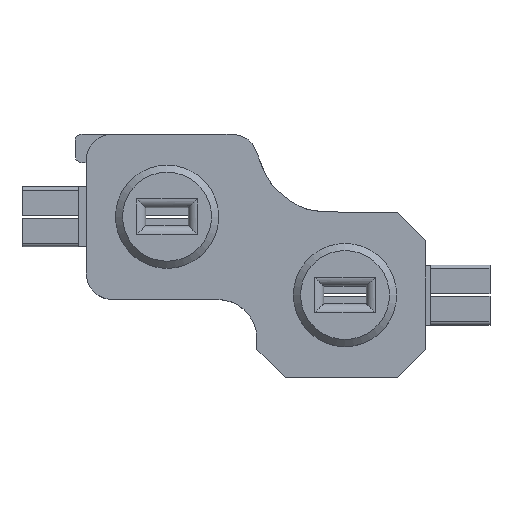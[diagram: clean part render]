
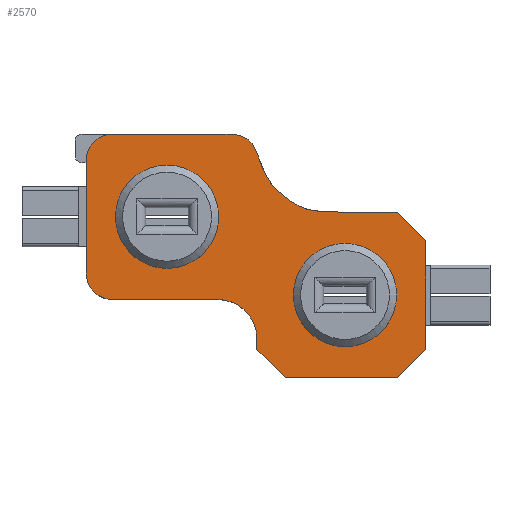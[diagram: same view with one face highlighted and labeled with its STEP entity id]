
A CAD part, top view. The second image highlights one B-rep face of the part: STEP entity #2570.
In plain terms, the highlighted planar face has unit normal (0, 0, 1).
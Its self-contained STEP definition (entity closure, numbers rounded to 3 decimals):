
#20=(
BOUNDED_CURVE()
B_SPLINE_CURVE(5,(#3868,#3869,#3870,#3871,#3872,#3873,#3874,#3875,#3876,
#3877,#3878,#3879,#3880,#3881,#3882,#3883,#3884,#3885,#3886,#3887),
 .UNSPECIFIED.,.F.,.F.)
B_SPLINE_CURVE_WITH_KNOTS((6,1,1,1,1,1,1,1,1,1,1,1,1,1,1,6),(-1.,-0.933,
-0.867,-0.8,-0.733,-0.667,-0.6,-0.533,
-0.467,-0.4,-0.333,-0.267,-0.2,-0.133,
-0.067,0.),.UNSPECIFIED.)
CURVE()
GEOMETRIC_REPRESENTATION_ITEM()
RATIONAL_B_SPLINE_CURVE((1.,1.,1.,1.,1.,1.,1.,1.,1.,1.,1.,1.,1.,1.,1.,1.,
1.,1.,1.,1.))
REPRESENTATION_ITEM('')
);
#28=FACE_BOUND('',#318,.T.);
#29=FACE_BOUND('',#319,.T.);
#50=CIRCLE('',#2727,1.45);
#52=CIRCLE('',#2731,1.45);
#54=CIRCLE('',#2741,1.1);
#56=CIRCLE('',#2745,0.75);
#57=CIRCLE('',#2747,0.75);
#174=FACE_OUTER_BOUND('',#317,.T.);
#317=EDGE_LOOP('',(#1907,#1908,#1909,#1910,#1911,#1912,#1913,#1914,#1915,
#1916,#1917,#1918,#1919,#1920));
#318=EDGE_LOOP('',(#1921));
#319=EDGE_LOOP('',(#1922));
#464=LINE('',#3721,#781);
#472=LINE('',#3736,#789);
#502=LINE('',#3804,#819);
#506=LINE('',#3893,#823);
#509=LINE('',#3897,#826);
#511=LINE('',#3902,#828);
#514=LINE('',#3908,#831);
#517=LINE('',#3914,#834);
#520=LINE('',#3920,#837);
#524=LINE('',#3932,#841);
#781=VECTOR('',#3005,10.);
#789=VECTOR('',#3015,10.);
#819=VECTOR('',#3083,10.);
#823=VECTOR('',#3089,10.);
#826=VECTOR('',#3094,10.);
#828=VECTOR('',#3098,10.);
#831=VECTOR('',#3103,10.);
#834=VECTOR('',#3108,10.);
#837=VECTOR('',#3113,10.);
#841=VECTOR('',#3125,10.);
#1092=VERTEX_POINT('',#3718);
#1093=VERTEX_POINT('',#3720);
#1098=VERTEX_POINT('',#3733);
#1099=VERTEX_POINT('',#3735);
#1113=VERTEX_POINT('',#3787);
#1115=VERTEX_POINT('',#3795);
#1117=VERTEX_POINT('',#3801);
#1118=VERTEX_POINT('',#3803);
#1120=VERTEX_POINT('',#3867);
#1122=VERTEX_POINT('',#3892);
#1124=VERTEX_POINT('',#3901);
#1126=VERTEX_POINT('',#3907);
#1128=VERTEX_POINT('',#3913);
#1130=VERTEX_POINT('',#3919);
#1132=VERTEX_POINT('',#3925);
#1134=VERTEX_POINT('',#3931);
#1357=EDGE_CURVE('',#1093,#1092,#464,.T.);
#1365=EDGE_CURVE('',#1099,#1098,#472,.T.);
#1392=EDGE_CURVE('',#1113,#1113,#50,.T.);
#1396=EDGE_CURVE('',#1115,#1115,#52,.T.);
#1399=EDGE_CURVE('',#1118,#1117,#502,.T.);
#1402=EDGE_CURVE('',#1120,#1118,#20,.T.);
#1405=EDGE_CURVE('',#1122,#1120,#506,.T.);
#1408=EDGE_CURVE('',#1092,#1122,#509,.T.);
#1410=EDGE_CURVE('',#1124,#1093,#511,.T.);
#1413=EDGE_CURVE('',#1126,#1124,#514,.T.);
#1416=EDGE_CURVE('',#1128,#1126,#517,.T.);
#1419=EDGE_CURVE('',#1130,#1128,#520,.T.);
#1422=EDGE_CURVE('',#1132,#1130,#54,.T.);
#1425=EDGE_CURVE('',#1134,#1132,#524,.T.);
#1428=EDGE_CURVE('',#1098,#1134,#56,.T.);
#1429=EDGE_CURVE('',#1117,#1099,#57,.T.);
#1907=ORIENTED_EDGE('',*,*,#1429,.T.);
#1908=ORIENTED_EDGE('',*,*,#1365,.T.);
#1909=ORIENTED_EDGE('',*,*,#1428,.T.);
#1910=ORIENTED_EDGE('',*,*,#1425,.T.);
#1911=ORIENTED_EDGE('',*,*,#1422,.T.);
#1912=ORIENTED_EDGE('',*,*,#1419,.T.);
#1913=ORIENTED_EDGE('',*,*,#1416,.T.);
#1914=ORIENTED_EDGE('',*,*,#1413,.T.);
#1915=ORIENTED_EDGE('',*,*,#1410,.T.);
#1916=ORIENTED_EDGE('',*,*,#1357,.T.);
#1917=ORIENTED_EDGE('',*,*,#1408,.T.);
#1918=ORIENTED_EDGE('',*,*,#1405,.T.);
#1919=ORIENTED_EDGE('',*,*,#1402,.T.);
#1920=ORIENTED_EDGE('',*,*,#1399,.T.);
#1921=ORIENTED_EDGE('',*,*,#1392,.T.);
#1922=ORIENTED_EDGE('',*,*,#1396,.T.);
#2447=PLANE('',#2748);
#2570=ADVANCED_FACE('',(#174,#28,#29),#2447,.T.);
#2727=AXIS2_PLACEMENT_3D('',#3789,#3067,#3068);
#2731=AXIS2_PLACEMENT_3D('',#3797,#3077,#3078);
#2741=AXIS2_PLACEMENT_3D('',#3926,#3119,#3120);
#2745=AXIS2_PLACEMENT_3D('',#3936,#3131,#3132);
#2747=AXIS2_PLACEMENT_3D('',#3938,#3135,#3136);
#2748=AXIS2_PLACEMENT_3D('',#3939,#3137,#3138);
#3005=DIRECTION('',(0.,1.,0.));
#3015=DIRECTION('',(0.,-1.,0.));
#3067=DIRECTION('center_axis',(0.,0.,-1.));
#3068=DIRECTION('ref_axis',(1.,0.,0.));
#3077=DIRECTION('center_axis',(0.,0.,-1.));
#3078=DIRECTION('ref_axis',(1.,0.,0.));
#3083=DIRECTION('',(-1.,0.,0.));
#3089=DIRECTION('',(-1.,0.,0.));
#3094=DIRECTION('',(-0.707,0.707,0.));
#3098=DIRECTION('',(0.707,0.707,0.));
#3103=DIRECTION('',(1.,0.,0.));
#3108=DIRECTION('',(0.707,-0.707,0.));
#3113=DIRECTION('',(0.,-1.,0.));
#3119=DIRECTION('center_axis',(0.,0.,-1.));
#3120=DIRECTION('ref_axis',(1.,0.,0.));
#3125=DIRECTION('',(1.,0.,0.));
#3131=DIRECTION('center_axis',(0.,0.,1.));
#3132=DIRECTION('ref_axis',(-1.,0.,0.));
#3135=DIRECTION('center_axis',(0.,0.,1.));
#3136=DIRECTION('ref_axis',(0.,1.,0.));
#3137=DIRECTION('center_axis',(0.,0.,1.));
#3138=DIRECTION('ref_axis',(1.,0.,0.));
#3718=CARTESIAN_POINT('',(2.275,-4.375,1.8));
#3720=CARTESIAN_POINT('',(2.275,-7.424,1.8));
#3721=CARTESIAN_POINT('',(2.275,-4.375,1.8));
#3733=CARTESIAN_POINT('',(-7.275,-5.275,1.8));
#3735=CARTESIAN_POINT('',(-7.275,-2.125,1.8));
#3736=CARTESIAN_POINT('',(-7.275,-2.125,1.8));
#3787=CARTESIAN_POINT('',(-1.45,-5.9,1.8));
#3789=CARTESIAN_POINT('Origin',(0.,-5.9,1.8));
#3795=CARTESIAN_POINT('',(-6.45,-3.7,1.8));
#3797=CARTESIAN_POINT('Origin',(-5.,-3.7,1.8));
#3801=CARTESIAN_POINT('',(-6.525,-1.375,1.8));
#3803=CARTESIAN_POINT('',(-3.46,-1.375,1.8));
#3804=CARTESIAN_POINT('',(-6.525,-1.375,1.8));
#3867=CARTESIAN_POINT('',(0.,-3.575,1.8));
#3868=CARTESIAN_POINT('Ctrl Pts',(0.,-3.575,1.8));
#3869=CARTESIAN_POINT('Ctrl Pts',(-0.11,-3.575,1.8));
#3870=CARTESIAN_POINT('Ctrl Pts',(-0.316,-3.573,
1.8));
#3871=CARTESIAN_POINT('Ctrl Pts',(-0.586,-3.565,
1.8));
#3872=CARTESIAN_POINT('Ctrl Pts',(-0.876,-3.539,
1.8));
#3873=CARTESIAN_POINT('Ctrl Pts',(-1.166,-3.468,1.8));
#3874=CARTESIAN_POINT('Ctrl Pts',(-1.437,-3.34,1.8));
#3875=CARTESIAN_POINT('Ctrl Pts',(-1.718,-3.144,1.8));
#3876=CARTESIAN_POINT('Ctrl Pts',(-2.008,-2.88,1.8));
#3877=CARTESIAN_POINT('Ctrl Pts',(-2.224,-2.57,1.8));
#3878=CARTESIAN_POINT('Ctrl Pts',(-2.359,-2.247,1.8));
#3879=CARTESIAN_POINT('Ctrl Pts',(-2.45,-1.949,1.8));
#3880=CARTESIAN_POINT('Ctrl Pts',(-2.547,-1.708,1.8));
#3881=CARTESIAN_POINT('Ctrl Pts',(-2.69,-1.543,1.8));
#3882=CARTESIAN_POINT('Ctrl Pts',(-2.856,-1.445,1.8));
#3883=CARTESIAN_POINT('Ctrl Pts',(-3.03,-1.396,1.8));
#3884=CARTESIAN_POINT('Ctrl Pts',(-3.186,-1.381,1.8));
#3885=CARTESIAN_POINT('Ctrl Pts',(-3.316,-1.376,1.8));
#3886=CARTESIAN_POINT('Ctrl Pts',(-3.411,-1.375,1.8));
#3887=CARTESIAN_POINT('Ctrl Pts',(-3.46,-1.375,1.8));
#3892=CARTESIAN_POINT('',(1.475,-3.575,1.8));
#3893=CARTESIAN_POINT('',(0.,-3.575,1.8));
#3897=CARTESIAN_POINT('',(2.275,-4.375,1.8));
#3901=CARTESIAN_POINT('',(1.475,-8.225,1.8));
#3902=CARTESIAN_POINT('',(2.275,-7.424,1.8));
#3907=CARTESIAN_POINT('',(-1.674,-8.225,1.8));
#3908=CARTESIAN_POINT('',(1.475,-8.225,1.8));
#3913=CARTESIAN_POINT('',(-2.475,-7.424,1.8));
#3914=CARTESIAN_POINT('',(-1.674,-8.225,1.8));
#3919=CARTESIAN_POINT('',(-2.475,-7.125,1.8));
#3920=CARTESIAN_POINT('',(-2.475,-7.424,1.8));
#3925=CARTESIAN_POINT('',(-3.575,-6.025,1.8));
#3926=CARTESIAN_POINT('Origin',(-3.575,-7.125,1.8));
#3931=CARTESIAN_POINT('',(-6.525,-6.025,1.8));
#3932=CARTESIAN_POINT('',(-6.525,-6.025,1.8));
#3936=CARTESIAN_POINT('Origin',(-6.525,-5.275,1.8));
#3938=CARTESIAN_POINT('Origin',(-6.525,-2.125,1.8));
#3939=CARTESIAN_POINT('Origin',(-2.5,-4.8,1.8));
